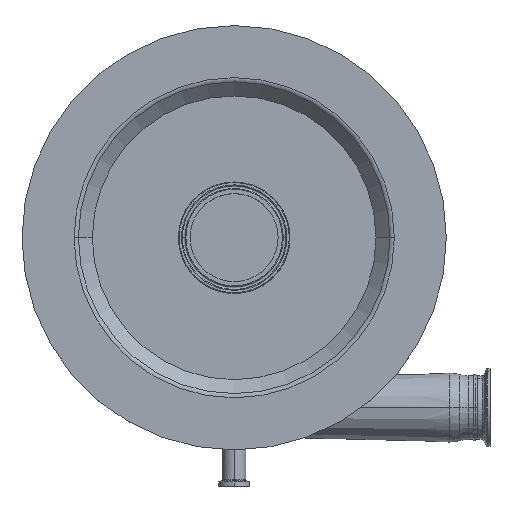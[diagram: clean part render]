
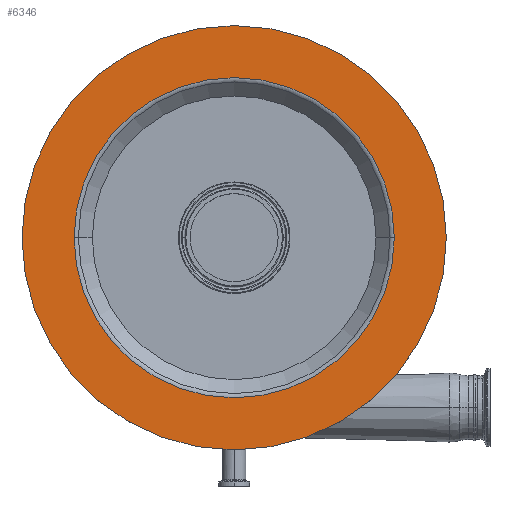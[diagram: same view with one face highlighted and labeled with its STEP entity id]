
A CAD part, top view. The second image highlights one B-rep face of the part: STEP entity #6346.
In plain terms, the highlighted planar face has unit normal (0, 0, 1).
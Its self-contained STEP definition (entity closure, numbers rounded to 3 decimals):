
#97 = DIRECTION ( 'NONE',  ( 0., 0., -1. ) ) ;
#941 = EDGE_CURVE ( 'NONE', #14953, #8928, #12616, .T. ) ;
#1636 = DIRECTION ( 'NONE',  ( 0., 0., -1. ) ) ;
#1890 = CARTESIAN_POINT ( 'NONE',  ( 0., 0., 66. ) ) ;
#2093 = DIRECTION ( 'NONE',  ( -1., 0., 0. ) ) ;
#2288 = DIRECTION ( 'NONE',  ( 0., 0., -1. ) ) ;
#2391 = CIRCLE ( 'NONE', #15782, 132.071 ) ;
#2553 = CARTESIAN_POINT ( 'NONE',  ( -175., 0., 66. ) ) ;
#2674 = EDGE_LOOP ( 'NONE', ( #7933, #16908 ) ) ;
#3058 = AXIS2_PLACEMENT_3D ( 'NONE', #1890, #97, #7802 ) ;
#3326 = EDGE_CURVE ( 'NONE', #8747, #15079, #17404, .T. ) ;
#3366 = AXIS2_PLACEMENT_3D ( 'NONE', #6663, #10893, #2093 ) ;
#4106 = CARTESIAN_POINT ( 'NONE',  ( 175., 0., 66. ) ) ;
#4790 = ORIENTED_EDGE ( 'NONE', *, *, #941, .T. ) ;
#6346 = ADVANCED_FACE ( 'NONE', ( #7895, #6360 ), #12496, .F. ) ;
#6360 = FACE_OUTER_BOUND ( 'NONE', #2674, .T. ) ;
#6553 = CARTESIAN_POINT ( 'NONE',  ( 0., 175., 66. ) ) ;
#6656 = DIRECTION ( 'NONE',  ( 0., 0., -1. ) ) ;
#6663 = CARTESIAN_POINT ( 'NONE',  ( 0., 0., 66. ) ) ;
#7337 = DIRECTION ( 'NONE',  ( -1., 0., 0. ) ) ;
#7509 = ORIENTED_EDGE ( 'NONE', *, *, #18750, .T. ) ;
#7680 = EDGE_CURVE ( 'NONE', #15079, #8747, #7943, .T. ) ;
#7802 = DIRECTION ( 'NONE',  ( -1., 0., 0. ) ) ;
#7814 = EDGE_LOOP ( 'NONE', ( #7509, #4790 ) ) ;
#7895 = FACE_BOUND ( 'NONE', #7814, .T. ) ;
#7933 = ORIENTED_EDGE ( 'NONE', *, *, #7680, .F. ) ;
#7943 = CIRCLE ( 'NONE', #17189, 175. ) ;
#8386 = DIRECTION ( 'NONE',  ( -1., 0., 0. ) ) ;
#8747 = VERTEX_POINT ( 'NONE', #4106 ) ;
#8928 = VERTEX_POINT ( 'NONE', #17088 ) ;
#10893 = DIRECTION ( 'NONE',  ( 0., 0., -1. ) ) ;
#12496 = PLANE ( 'NONE',  #19458 ) ;
#12616 = CIRCLE ( 'NONE', #3058, 132.071 ) ;
#13556 = CARTESIAN_POINT ( 'NONE',  ( 0., 0., 66. ) ) ;
#14953 = VERTEX_POINT ( 'NONE', #16355 ) ;
#15079 = VERTEX_POINT ( 'NONE', #2553 ) ;
#15782 = AXIS2_PLACEMENT_3D ( 'NONE', #13556, #1636, #7337 ) ;
#16355 = CARTESIAN_POINT ( 'NONE',  ( 132.071, 0., 66. ) ) ;
#16908 = ORIENTED_EDGE ( 'NONE', *, *, #3326, .F. ) ;
#17088 = CARTESIAN_POINT ( 'NONE',  ( -132.071, 0., 66. ) ) ;
#17189 = AXIS2_PLACEMENT_3D ( 'NONE', #17461, #2288, #8386 ) ;
#17404 = CIRCLE ( 'NONE', #3366, 175. ) ;
#17461 = CARTESIAN_POINT ( 'NONE',  ( 0., 0., 66. ) ) ;
#18559 = DIRECTION ( 'NONE',  ( -1., 0., 0. ) ) ;
#18750 = EDGE_CURVE ( 'NONE', #8928, #14953, #2391, .T. ) ;
#19458 = AXIS2_PLACEMENT_3D ( 'NONE', #6553, #6656, #18559 ) ;
